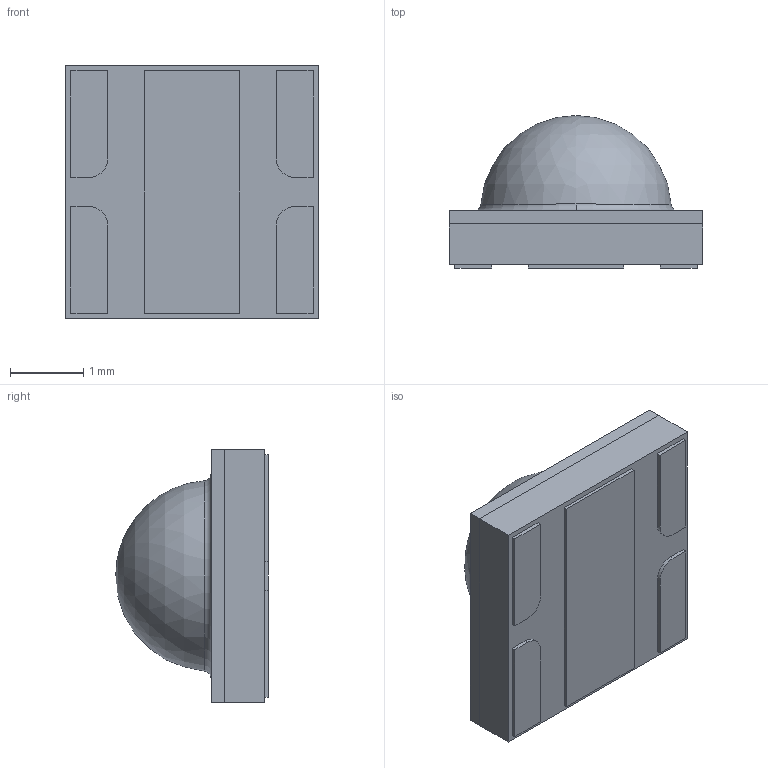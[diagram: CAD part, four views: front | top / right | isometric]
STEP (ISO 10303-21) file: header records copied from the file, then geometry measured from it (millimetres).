
FILE_DESCRIPTION (( 'STEP AP214' ), '1' );
FILE_NAME ('Kingbright_ATDS3534.step', '2020-12-07T12:10:43+00:00', 'Stefan Hamminga', '', '', '', '');
FILE_SCHEMA (( 'AUTOMOTIVE_DESIGN' ));
Length unit declared in the file: millimetre
Products named in the file (1): ATDS3534
Bounding box: 3.45 x 2.08 x 3.45 mm (x, y, z)
Volume: 13.6 mm3; surface area: 40.6 mm2
Topology: 1 solids, 1 shells, 58 faces, 142 edges, 93 vertices
Faces by surface type: plane 49, cylinder 6, torus 2, sphere 1
Entity records: 2023 total; most frequent: CARTESIAN_POINT 291, ORIENTED_EDGE 280, DIRECTION 276, EDGE_CURVE 140, VECTOR 122, LINE 122, VERTEX_POINT 92, AXIS2_PLACEMENT_3D 77
